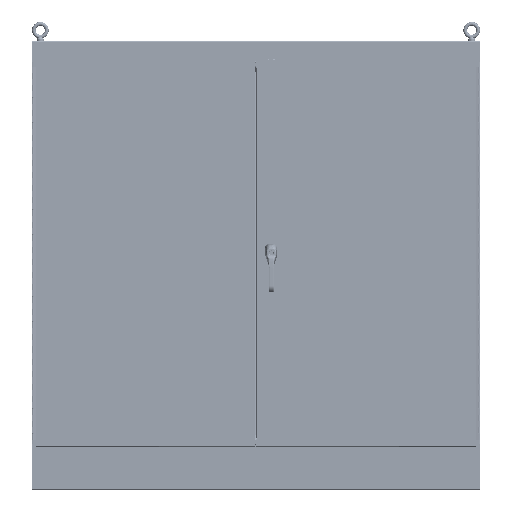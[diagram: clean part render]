
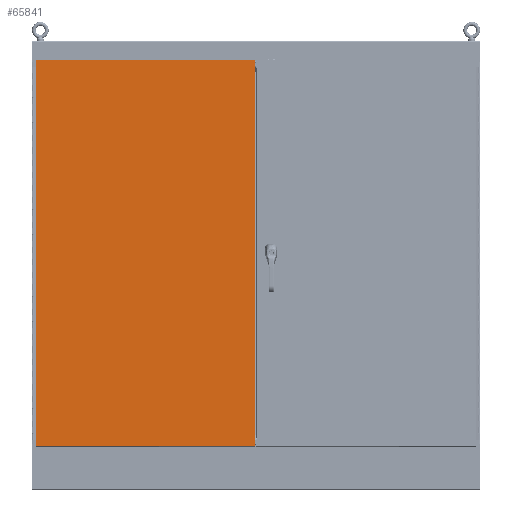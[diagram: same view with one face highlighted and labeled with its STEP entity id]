
A CAD part, top view. The second image highlights one B-rep face of the part: STEP entity #65841.
In plain terms, the highlighted face is planar.
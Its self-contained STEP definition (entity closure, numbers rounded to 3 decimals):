
#12048=PLANE('',#69312);
#13589=FACE_OUTER_BOUND('',#16431,.T.);
#16431=EDGE_LOOP('',(#55668,#55669,#55670,#55671,#55672,#55673,#55674,#55675,
#55676,#55677,#55678,#55679));
#20245=LINE('',#96755,#25314);
#20248=LINE('',#96766,#25317);
#20251=LINE('',#96773,#25320);
#20255=LINE('',#96780,#25324);
#20257=LINE('',#96784,#25326);
#20258=LINE('',#96786,#25327);
#20259=LINE('',#96788,#25328);
#20260=LINE('',#96790,#25329);
#20261=LINE('',#96792,#25330);
#20262=LINE('',#96794,#25331);
#20263=LINE('',#96796,#25332);
#20264=LINE('',#96797,#25333);
#25314=VECTOR('',#78707,60.313);
#25317=VECTOR('',#78722,0.);
#25320=VECTOR('',#78727,0.031);
#25324=VECTOR('',#78733,0.);
#25326=VECTOR('',#78737,0.);
#25327=VECTOR('',#78738,0.);
#25328=VECTOR('',#78739,0.031);
#25329=VECTOR('',#78740,0.844);
#25330=VECTOR('',#78741,35.125);
#25331=VECTOR('',#78742,62.);
#25332=VECTOR('',#78743,35.125);
#25333=VECTOR('',#78744,0.844);
#33503=VERTEX_POINT('',#96744);
#33504=VERTEX_POINT('',#96754);
#33506=VERTEX_POINT('',#96765);
#33508=VERTEX_POINT('',#96771);
#33509=VERTEX_POINT('',#96772);
#33512=VERTEX_POINT('',#96783);
#33513=VERTEX_POINT('',#96785);
#33514=VERTEX_POINT('',#96787);
#33515=VERTEX_POINT('',#96789);
#33516=VERTEX_POINT('',#96791);
#33517=VERTEX_POINT('',#96793);
#33518=VERTEX_POINT('',#96795);
#43218=EDGE_CURVE('',#33504,#33503,#20245,.T.);
#43223=EDGE_CURVE('',#33506,#33504,#20248,.T.);
#43226=EDGE_CURVE('',#33508,#33509,#20251,.T.);
#43230=EDGE_CURVE('',#33509,#33506,#20255,.T.);
#43232=EDGE_CURVE('',#33503,#33512,#20257,.T.);
#43233=EDGE_CURVE('',#33512,#33513,#20258,.T.);
#43234=EDGE_CURVE('',#33513,#33514,#20259,.T.);
#43235=EDGE_CURVE('',#33514,#33515,#20260,.T.);
#43236=EDGE_CURVE('',#33515,#33516,#20261,.T.);
#43237=EDGE_CURVE('',#33516,#33517,#20262,.T.);
#43238=EDGE_CURVE('',#33517,#33518,#20263,.T.);
#43239=EDGE_CURVE('',#33518,#33508,#20264,.T.);
#55668=ORIENTED_EDGE('',*,*,#43226,.T.);
#55669=ORIENTED_EDGE('',*,*,#43230,.T.);
#55670=ORIENTED_EDGE('',*,*,#43223,.T.);
#55671=ORIENTED_EDGE('',*,*,#43218,.T.);
#55672=ORIENTED_EDGE('',*,*,#43232,.T.);
#55673=ORIENTED_EDGE('',*,*,#43233,.T.);
#55674=ORIENTED_EDGE('',*,*,#43234,.T.);
#55675=ORIENTED_EDGE('',*,*,#43235,.T.);
#55676=ORIENTED_EDGE('',*,*,#43236,.T.);
#55677=ORIENTED_EDGE('',*,*,#43237,.T.);
#55678=ORIENTED_EDGE('',*,*,#43238,.T.);
#55679=ORIENTED_EDGE('',*,*,#43239,.T.);
#65841=ADVANCED_FACE('',(#13589),#12048,.F.);
#69312=AXIS2_PLACEMENT_3D('',#96782,#78735,#78736);
#78707=DIRECTION('',(0.,-1.,0.));
#78722=DIRECTION('',(1.,0.,0.));
#78727=DIRECTION('',(-1.,0.,0.));
#78733=DIRECTION('',(0.,-1.,0.));
#78735=DIRECTION('center_axis',(0.,0.,1.));
#78736=DIRECTION('ref_axis',(1.,0.,0.));
#78737=DIRECTION('',(-1.,0.,0.));
#78738=DIRECTION('',(0.,-1.,0.));
#78739=DIRECTION('',(1.,0.,0.));
#78740=DIRECTION('',(0.,-1.,0.));
#78741=DIRECTION('',(-1.,0.,0.));
#78742=DIRECTION('',(0.,1.,0.));
#78743=DIRECTION('',(1.,0.,0.));
#78744=DIRECTION('',(0.,-1.,0.));
#96744=CARTESIAN_POINT('',(17.594,-30.156,0.));
#96754=CARTESIAN_POINT('',(17.594,30.156,0.));
#96755=CARTESIAN_POINT('',(17.594,15.078,0.));
#96765=CARTESIAN_POINT('',(17.594,30.156,0.));
#96766=CARTESIAN_POINT('',(8.797,30.156,0.));
#96771=CARTESIAN_POINT('',(17.625,30.157,0.));
#96772=CARTESIAN_POINT('',(17.594,30.157,0.));
#96773=CARTESIAN_POINT('',(8.812,30.157,0.));
#96780=CARTESIAN_POINT('',(17.594,15.078,0.));
#96782=CARTESIAN_POINT('Origin',(0.,0.,
0.));
#96783=CARTESIAN_POINT('',(17.594,-30.156,0.));
#96784=CARTESIAN_POINT('',(8.813,-30.156,0.));
#96785=CARTESIAN_POINT('',(17.594,-30.157,0.));
#96786=CARTESIAN_POINT('',(17.594,-15.078,0.));
#96787=CARTESIAN_POINT('',(17.625,-30.157,0.));
#96788=CARTESIAN_POINT('',(8.797,-30.157,0.));
#96789=CARTESIAN_POINT('',(17.625,-31.,0.));
#96790=CARTESIAN_POINT('',(17.625,31.125,0.));
#96791=CARTESIAN_POINT('',(-17.5,-31.,0.));
#96792=CARTESIAN_POINT('',(8.813,-31.,0.));
#96793=CARTESIAN_POINT('',(-17.5,31.,0.));
#96794=CARTESIAN_POINT('',(-17.5,-15.5,0.));
#96795=CARTESIAN_POINT('',(17.625,31.,0.));
#96796=CARTESIAN_POINT('',(-8.813,31.,0.));
#96797=CARTESIAN_POINT('',(17.625,31.125,0.));
